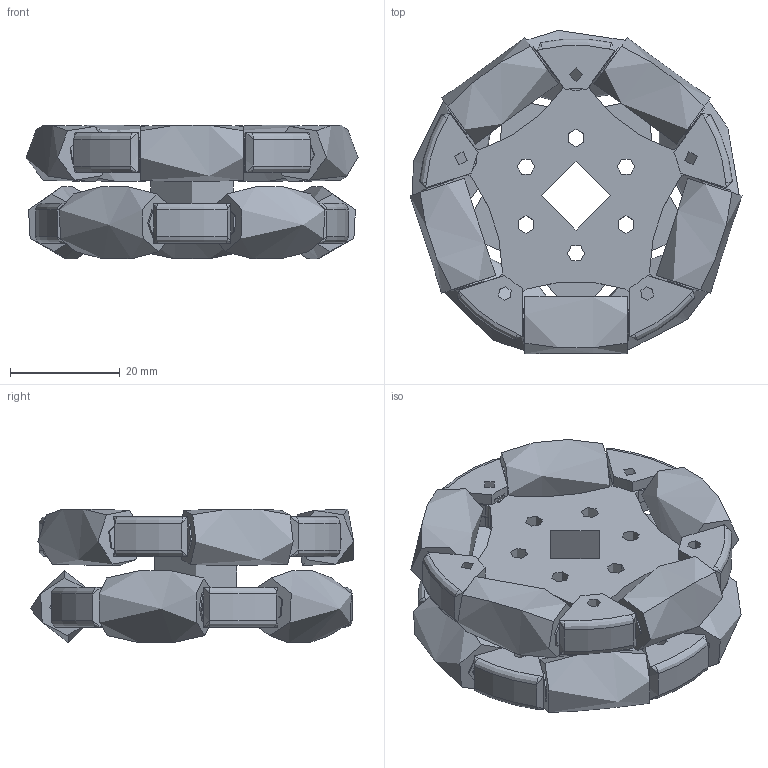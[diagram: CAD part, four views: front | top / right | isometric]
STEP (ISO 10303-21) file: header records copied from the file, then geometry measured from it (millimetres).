
FILE_DESCRIPTION( ('This file contains a STEP AP42 implementation' ,'as created by ZW3D STEP Interface translator.') ,'2;1' );
FILE_NAME( '60mm全向轮_包边1(客户图）.stp' ,'22 4 9.141237', (''), ('ZWCAD Software Co.'), 'Version 1.0', 'ZW3D to STEP translator', '' );
FILE_SCHEMA(('AUTOMOTIVE_DESIGN { 1 0 10303 214 1 1 1 1 }'));
Length unit declared in the file: millimetre
Products named in the file (2): 0; 60mm全向轮_包边(客户图）
Bounding box: 60.41 x 58.84 x 24.31 mm (x, y, z)
Volume: 33298.6 mm3
Topology: 1 solids, 3 shells, 926 faces, 2654 edges, 1672 vertices
Faces by surface type: plane 483, cylinder 370, cone 33, bspline 20, torus 20
Full cylindrical faces by diameter (mm): 2.4 x1, 2.5 x8, 3 x1, 3.446 x1, 3.527 x2, 3.673 x1, 4.223 x1, 4.528 x1, 12.5 x1, 15 x1
Entity records: 32690 total; most frequent: CARTESIAN_POINT 6657, ORIENTED_EDGE 5378, DIRECTION 5324, EDGE_CURVE 2689, AXIS2_PLACEMENT_3D 1889, VERTEX_POINT 1672, VECTOR 1546, LINE 1546
